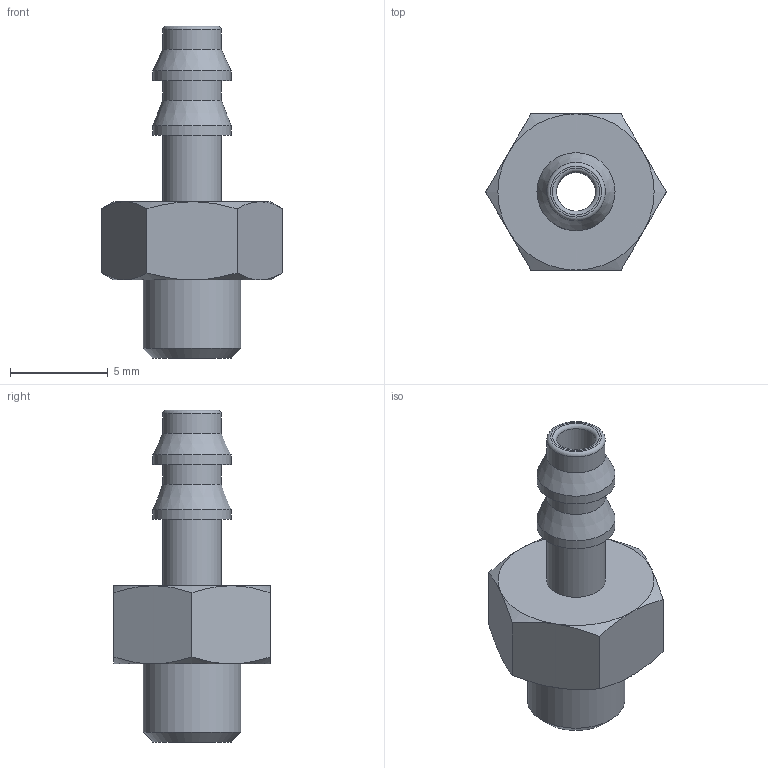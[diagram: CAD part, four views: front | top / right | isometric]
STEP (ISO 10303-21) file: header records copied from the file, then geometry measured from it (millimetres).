
FILE_DESCRIPTION(( 'RA.30.03.M5.STP' ), '1');
FILE_NAME( 'RA.30.03.M5.STP', '2018-10-11T14:29:56',( 'Sopra'),('sopra-pneumatic.com'), 'SwSTEP 2.0','SolidWorks 2009','' );
FILE_SCHEMA (('AUTOMOTIVE_DESIGN { 1 0 10303 214 1 1 1 1 }'));
Length unit declared in the file: millimetre
Products named in the file (2): Root; ROTATIONSTEIL_0
Assembly tree (1 placements, depth 2):
  Root
    ROTATIONSTEIL_0
Bounding box: 9.24 x 8 x 17 mm (x, y, z)
Volume: 319.1 mm3; surface area: 478.5 mm2
Topology: 1 solids, 1 shells, 36 faces, 86 edges, 56 vertices
Faces by surface type: cone 15, plane 12, cylinder 7, torus 2
Full cylindrical faces by diameter (mm): 2 x1, 3 x3, 4 x2, 5 x1
Entity records: 1746 total; most frequent: DIRECTION 212, CARTESIAN_POINT 162, PRESENTATION_STYLE_ASSIGNMENT 143, COLOUR_RGB 143, DRAUGHTING_PRE_DEFINED_CURVE_FONT 142, CURVE_STYLE 142, OVER_RIDING_STYLED_ITEM 142, ORIENTED_EDGE 142
